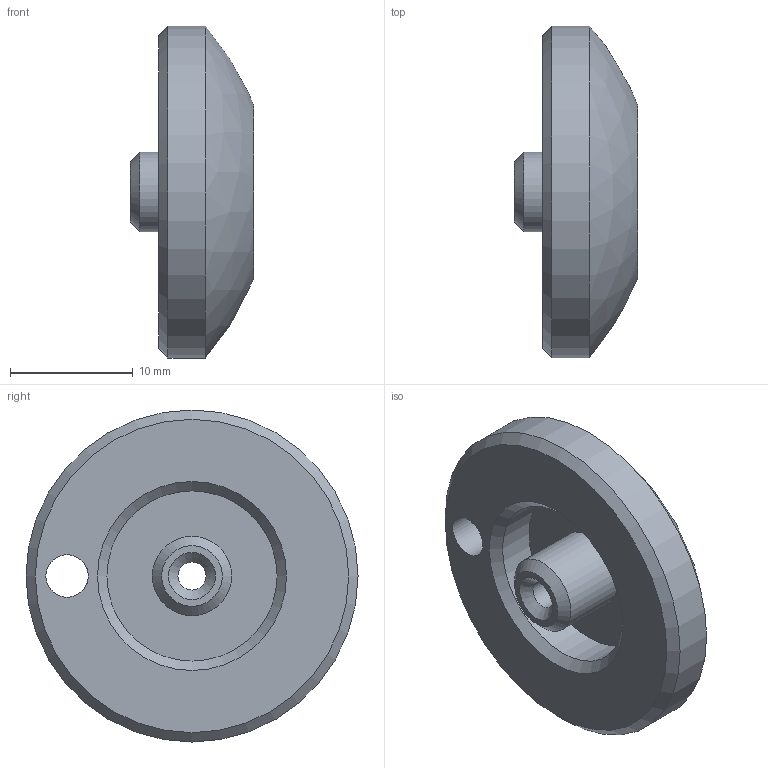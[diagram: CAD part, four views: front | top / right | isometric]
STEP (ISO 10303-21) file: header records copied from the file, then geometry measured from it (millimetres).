
FILE_DESCRIPTION(/* description */ (''),/* implementation_level */ '2;1');
FILE_NAME(/* name */ 'Flexiwheel Hub - Motor Side.ipt.stp',/* time_stamp */ '2014-02-21T19:21:03-05:00',/* author */ ('Spooner'),/* organization */ (''),/* preprocessor_version */ 'ST-DEVELOPER v15.2',/* originating_system */ 'Autodesk Inventor 2014',/* authorisation */ '');
FILE_SCHEMA (('AUTOMOTIVE_DESIGN { 1 0 10303 214 3 1 1 }'));
Length unit declared in the file: inch
Products named in the file (1): Flexiwheel Hub - Motor Side
Bounding box: 10.01 x 27 x 27 mm (x, y, z)
Volume: 3074.6 mm3; surface area: 1910.4 mm2
Topology: 1 solids, 1 shells, 17 faces, 33 edges, 21 vertices
Faces by surface type: cylinder 6, plane 6, cone 4, sphere 1
Full cylindrical faces by diameter (mm): 2.286 x1, 3.454 x1, 6.452 x1, 13.843 x1, 27 x1
Entity records: 438 total; most frequent: CARTESIAN_POINT 92, DIRECTION 73, ORIENTED_EDGE 44, AXIS2_PLACEMENT_3D 34, EDGE_LOOP 33, EDGE_CURVE 22, VERTEX_POINT 19, FACE_BOUND 18
